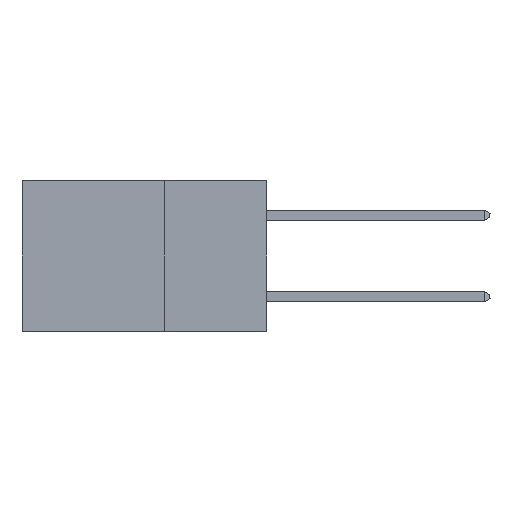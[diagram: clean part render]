
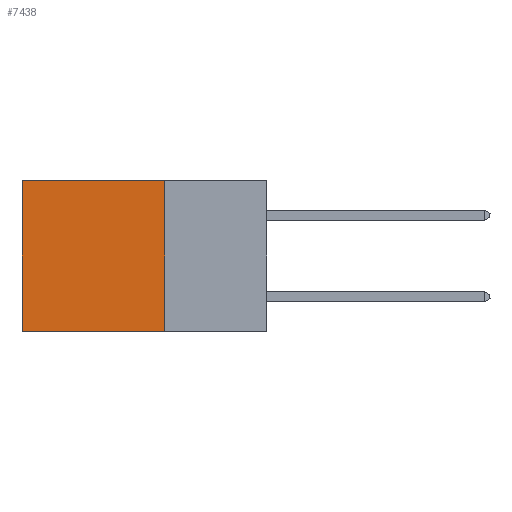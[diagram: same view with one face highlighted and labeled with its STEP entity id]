
A CAD part, left-side view. The second image highlights one B-rep face of the part: STEP entity #7438.
In plain terms, the highlighted planar face has unit normal (-1, 0, 0).
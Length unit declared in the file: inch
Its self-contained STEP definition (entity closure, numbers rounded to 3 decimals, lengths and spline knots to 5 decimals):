
#684 = CARTESIAN_POINT ( 'NONE',  ( 0.2875, 0.25, -0.37 ) ) ;
#1375 = ORIENTED_EDGE ( 'NONE', *, *, #12476, .F. ) ;
#1380 = CARTESIAN_POINT ( 'NONE',  ( 0.2875, 0.25, 0. ) ) ;
#1448 = FACE_OUTER_BOUND ( 'NONE', #8810, .T. ) ;
#2260 = DIRECTION ( 'NONE',  ( 0., 1., 0. ) ) ;
#2261 = CARTESIAN_POINT ( 'NONE',  ( 0.2875, 0.6, 0. ) ) ;
#2529 = EDGE_CURVE ( 'NONE', #15274, #15619, #7677, .T. ) ;
#3218 = LINE ( 'NONE', #16538, #17727 ) ;
#3469 = DIRECTION ( 'NONE',  ( 0., 0., -1. ) ) ;
#4170 = VERTEX_POINT ( 'NONE', #8178 ) ;
#4349 = DIRECTION ( 'NONE',  ( 0., 0., -1. ) ) ;
#5622 = DIRECTION ( 'NONE',  ( 0., 1., 0. ) ) ;
#6864 = CARTESIAN_POINT ( 'NONE',  ( 0.2875, 0.25, 0. ) ) ;
#7438 = ADVANCED_FACE ( 'NONE', ( #1448 ), #17953, .F. ) ;
#7677 = LINE ( 'NONE', #1380, #16986 ) ;
#8178 = CARTESIAN_POINT ( 'NONE',  ( 0.2875, 0.6, -0.37 ) ) ;
#8417 = AXIS2_PLACEMENT_3D ( 'NONE', #14785, #10466, #3469 ) ;
#8810 = EDGE_LOOP ( 'NONE', ( #15815, #1375, #10164, #16407 ) ) ;
#10164 = ORIENTED_EDGE ( 'NONE', *, *, #2529, .F. ) ;
#10279 = EDGE_CURVE ( 'NONE', #15274, #16745, #13348, .T. ) ;
#10466 = DIRECTION ( 'NONE',  ( 1., 0., 0. ) ) ;
#10648 = DIRECTION ( 'NONE',  ( 0., 0., -1. ) ) ;
#11645 = VECTOR ( 'NONE', #2260, 39.37008 ) ;
#12093 = LINE ( 'NONE', #684, #11645 ) ;
#12476 = EDGE_CURVE ( 'NONE', #15619, #4170, #12093, .T. ) ;
#13348 = LINE ( 'NONE', #6864, #15371 ) ;
#14785 = CARTESIAN_POINT ( 'NONE',  ( 0.2875, 0.25, 0. ) ) ;
#14899 = CARTESIAN_POINT ( 'NONE',  ( 0.2875, 0.25, 0. ) ) ;
#15274 = VERTEX_POINT ( 'NONE', #14899 ) ;
#15371 = VECTOR ( 'NONE', #5622, 39.37008 ) ;
#15619 = VERTEX_POINT ( 'NONE', #16050 ) ;
#15815 = ORIENTED_EDGE ( 'NONE', *, *, #17548, .T. ) ;
#16050 = CARTESIAN_POINT ( 'NONE',  ( 0.2875, 0.25, -0.37 ) ) ;
#16407 = ORIENTED_EDGE ( 'NONE', *, *, #10279, .T. ) ;
#16538 = CARTESIAN_POINT ( 'NONE',  ( 0.2875, 0.6, 0. ) ) ;
#16745 = VERTEX_POINT ( 'NONE', #2261 ) ;
#16986 = VECTOR ( 'NONE', #4349, 39.37008 ) ;
#17548 = EDGE_CURVE ( 'NONE', #16745, #4170, #3218, .T. ) ;
#17727 = VECTOR ( 'NONE', #10648, 39.37008 ) ;
#17953 = PLANE ( 'NONE',  #8417 ) ;
